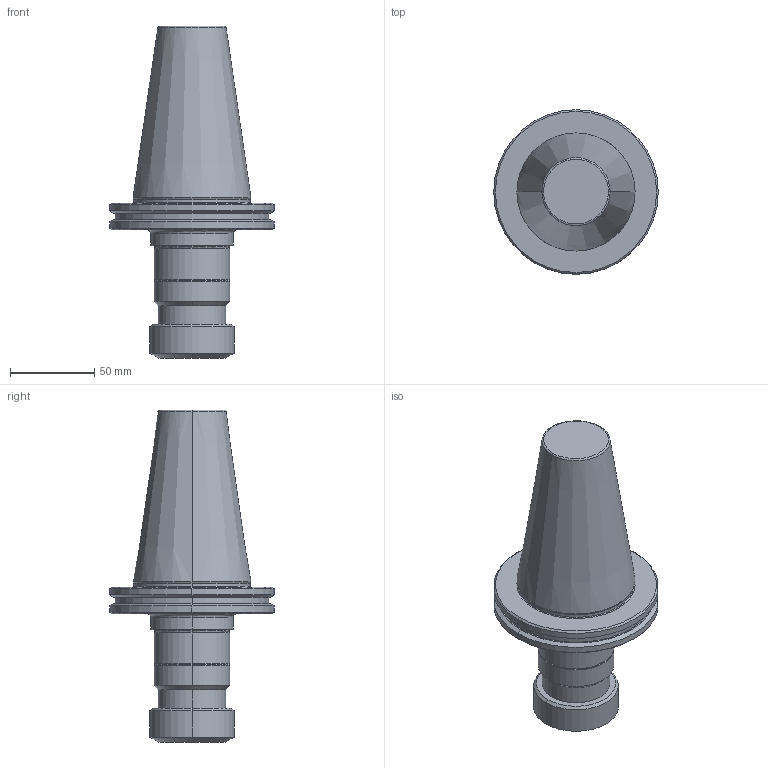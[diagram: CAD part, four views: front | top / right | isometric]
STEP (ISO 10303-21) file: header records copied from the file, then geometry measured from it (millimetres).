
FILE_DESCRIPTION (( 'STEP AP203' ), '1' );
FILE_NAME ('SK 50 ER 32 095 AD+B MLC (1).STEP', '2019-05-06T09:52:34', ( '' ), ( '' ), 'SwSTEP 2.0', 'SolidWorks 2014', '' );
FILE_SCHEMA (( 'CONFIG_CONTROL_DESIGN' ));
Length unit declared in the file: millimetre
Products named in the file (1): SK 50 ER 32 095 AD+B MLC (1)
Bounding box: 97.5 x 97.5 x 196.75 mm (x, y, z)
Volume: 498944.4 mm3; surface area: 49328.9 mm2
Topology: 2 solids, 2 shells, 65 faces, 140 edges, 84 vertices
Faces by surface type: cone 26, cylinder 20, bspline 10, plane 9
Entity records: 2407 total; most frequent: CARTESIAN_POINT 894, DIRECTION 334, ORIENTED_EDGE 280, AXIS2_PLACEMENT_3D 144, EDGE_CURVE 140, CIRCLE 88, VERTEX_POINT 84, EDGE_LOOP 72
